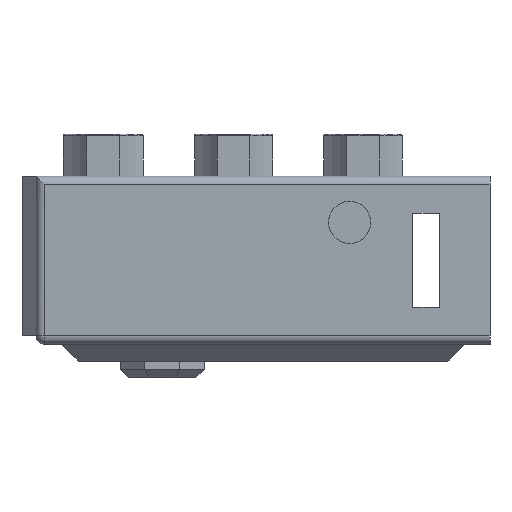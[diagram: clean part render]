
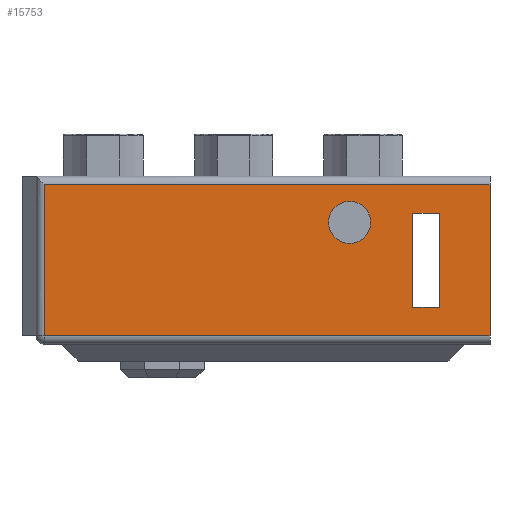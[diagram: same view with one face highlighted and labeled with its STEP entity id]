
A CAD part, left-side view. The second image highlights one B-rep face of the part: STEP entity #15753.
In plain terms, the highlighted planar face has unit normal (-1, 0, 0).
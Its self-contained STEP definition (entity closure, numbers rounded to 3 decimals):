
#152 = PLANE ( 'NONE',  #5779 ) ;
#463 = CARTESIAN_POINT ( 'NONE',  ( -16., -27., 1. ) ) ;
#540 = EDGE_LOOP ( 'NONE', ( #4920, #14166, #13303, #13725 ) ) ;
#970 = VERTEX_POINT ( 'NONE', #12527 ) ;
#1104 = VERTEX_POINT ( 'NONE', #10611 ) ;
#1273 = EDGE_CURVE ( 'NONE', #970, #12328, #19122, .T. ) ;
#1399 = CIRCLE ( 'NONE', #1713, 2.5 ) ;
#1424 = DIRECTION ( 'NONE',  ( 0., 1., 0. ) ) ;
#1569 = CARTESIAN_POINT ( 'NONE',  ( -16., -10.302, 17. ) ) ;
#1664 = EDGE_LOOP ( 'NONE', ( #14510, #9567, #5165, #18611 ) ) ;
#1694 = VERTEX_POINT ( 'NONE', #5900 ) ;
#1713 = AXIS2_PLACEMENT_3D ( 'NONE', #10968, #3184, #5988 ) ;
#1920 = DIRECTION ( 'NONE',  ( 1., 0., 0. ) ) ;
#2185 = VERTEX_POINT ( 'NONE', #18348 ) ;
#2273 = DIRECTION ( 'NONE',  ( 0., 0., -1. ) ) ;
#2283 = DIRECTION ( 'NONE',  ( 0., -1., 0. ) ) ;
#2515 = DIRECTION ( 'NONE',  ( -1., 0., 0. ) ) ;
#2722 = VERTEX_POINT ( 'NONE', #2876 ) ;
#2876 = CARTESIAN_POINT ( 'NONE',  ( -16., -21., 15.6 ) ) ;
#2981 = LINE ( 'NONE', #12144, #14174 ) ;
#3184 = DIRECTION ( 'NONE',  ( -1., 0., 0. ) ) ;
#3266 = CARTESIAN_POINT ( 'NONE',  ( -16., 27., 20. ) ) ;
#3586 = ORIENTED_EDGE ( 'NONE', *, *, #11111, .F. ) ;
#3664 = EDGE_CURVE ( 'NONE', #2185, #18790, #8031, .T. ) ;
#3667 = VECTOR ( 'NONE', #6777, 1000. ) ;
#4043 = ORIENTED_EDGE ( 'NONE', *, *, #9502, .F. ) ;
#4206 = VECTOR ( 'NONE', #13196, 1000. ) ;
#4372 = CARTESIAN_POINT ( 'NONE',  ( -16., 26., 1. ) ) ;
#4810 = DIRECTION ( 'NONE',  ( 0., 1., 0. ) ) ;
#4920 = ORIENTED_EDGE ( 'NONE', *, *, #3664, .F. ) ;
#5130 = DIRECTION ( 'NONE',  ( 0., 0., -1. ) ) ;
#5165 = ORIENTED_EDGE ( 'NONE', *, *, #16073, .F. ) ;
#5779 = AXIS2_PLACEMENT_3D ( 'NONE', #3266, #1920, #4810 ) ;
#5900 = CARTESIAN_POINT ( 'NONE',  ( -16., 26., 19. ) ) ;
#5988 = DIRECTION ( 'NONE',  ( 0., 1., 0. ) ) ;
#6410 = CARTESIAN_POINT ( 'NONE',  ( -16., -10.302, 12. ) ) ;
#6715 = LINE ( 'NONE', #10262, #19288 ) ;
#6777 = DIRECTION ( 'NONE',  ( 0., -1., 0. ) ) ;
#6834 = CARTESIAN_POINT ( 'NONE',  ( -16., 0., 4.4 ) ) ;
#7155 = CARTESIAN_POINT ( 'NONE',  ( -16., 0., 15.6 ) ) ;
#7430 = LINE ( 'NONE', #18669, #11182 ) ;
#7709 = EDGE_LOOP ( 'NONE', ( #4043, #3586 ) ) ;
#7834 = VERTEX_POINT ( 'NONE', #6410 ) ;
#8031 = LINE ( 'NONE', #9704, #8553 ) ;
#8183 = LINE ( 'NONE', #6834, #4206 ) ;
#8553 = VECTOR ( 'NONE', #5130, 1000. ) ;
#8706 = EDGE_CURVE ( 'NONE', #1694, #18113, #6715, .T. ) ;
#8815 = LINE ( 'NONE', #7155, #10175 ) ;
#9502 = EDGE_CURVE ( 'NONE', #7834, #11524, #1399, .T. ) ;
#9567 = ORIENTED_EDGE ( 'NONE', *, *, #20333, .F. ) ;
#9704 = CARTESIAN_POINT ( 'NONE',  ( -16., -27., 20. ) ) ;
#9981 = CARTESIAN_POINT ( 'NONE',  ( -16., -10.302, 14.5 ) ) ;
#10175 = VECTOR ( 'NONE', #2283, 1000. ) ;
#10262 = CARTESIAN_POINT ( 'NONE',  ( -16., 26., 20. ) ) ;
#10305 = CIRCLE ( 'NONE', #19949, 2.5 ) ;
#10434 = VECTOR ( 'NONE', #19024, 1000. ) ;
#10611 = CARTESIAN_POINT ( 'NONE',  ( -16., -21., 4.4 ) ) ;
#10968 = CARTESIAN_POINT ( 'NONE',  ( -16., -10.302, 14.5 ) ) ;
#11111 = EDGE_CURVE ( 'NONE', #11524, #7834, #10305, .T. ) ;
#11182 = VECTOR ( 'NONE', #1424, 1000. ) ;
#11386 = CARTESIAN_POINT ( 'NONE',  ( -16., -17.8, 15.6 ) ) ;
#11524 = VERTEX_POINT ( 'NONE', #1569 ) ;
#11676 = EDGE_CURVE ( 'NONE', #18113, #18790, #17919, .T. ) ;
#12144 = CARTESIAN_POINT ( 'NONE',  ( -16., -21., 0. ) ) ;
#12328 = VERTEX_POINT ( 'NONE', #11386 ) ;
#12527 = CARTESIAN_POINT ( 'NONE',  ( -16., -17.8, 4.4 ) ) ;
#12621 = FACE_BOUND ( 'NONE', #1664, .T. ) ;
#13196 = DIRECTION ( 'NONE',  ( 0., -1., 0. ) ) ;
#13303 = ORIENTED_EDGE ( 'NONE', *, *, #8706, .T. ) ;
#13443 = CARTESIAN_POINT ( 'NONE',  ( -16., -27., 1. ) ) ;
#13725 = ORIENTED_EDGE ( 'NONE', *, *, #11676, .T. ) ;
#14166 = ORIENTED_EDGE ( 'NONE', *, *, #17647, .T. ) ;
#14174 = VECTOR ( 'NONE', #20038, 1000. ) ;
#14510 = ORIENTED_EDGE ( 'NONE', *, *, #16251, .T. ) ;
#15518 = CARTESIAN_POINT ( 'NONE',  ( -16., -17.8, 0. ) ) ;
#15753 = ADVANCED_FACE ( 'NONE', ( #17505, #20524, #12621 ), #152, .F. ) ;
#16073 = EDGE_CURVE ( 'NONE', #970, #1104, #8183, .T. ) ;
#16251 = EDGE_CURVE ( 'NONE', #12328, #2722, #8815, .T. ) ;
#16649 = DIRECTION ( 'NONE',  ( 0., 1., 0. ) ) ;
#17505 = FACE_BOUND ( 'NONE', #7709, .T. ) ;
#17647 = EDGE_CURVE ( 'NONE', #2185, #1694, #7430, .T. ) ;
#17919 = LINE ( 'NONE', #463, #3667 ) ;
#18113 = VERTEX_POINT ( 'NONE', #4372 ) ;
#18348 = CARTESIAN_POINT ( 'NONE',  ( -16., -27., 19. ) ) ;
#18611 = ORIENTED_EDGE ( 'NONE', *, *, #1273, .T. ) ;
#18669 = CARTESIAN_POINT ( 'NONE',  ( -16., 27., 19. ) ) ;
#18790 = VERTEX_POINT ( 'NONE', #13443 ) ;
#19024 = DIRECTION ( 'NONE',  ( 0., 0., 1. ) ) ;
#19122 = LINE ( 'NONE', #15518, #10434 ) ;
#19288 = VECTOR ( 'NONE', #2273, 1000. ) ;
#19949 = AXIS2_PLACEMENT_3D ( 'NONE', #9981, #2515, #16649 ) ;
#20038 = DIRECTION ( 'NONE',  ( 0., 0., 1. ) ) ;
#20333 = EDGE_CURVE ( 'NONE', #1104, #2722, #2981, .T. ) ;
#20524 = FACE_OUTER_BOUND ( 'NONE', #540, .T. ) ;
